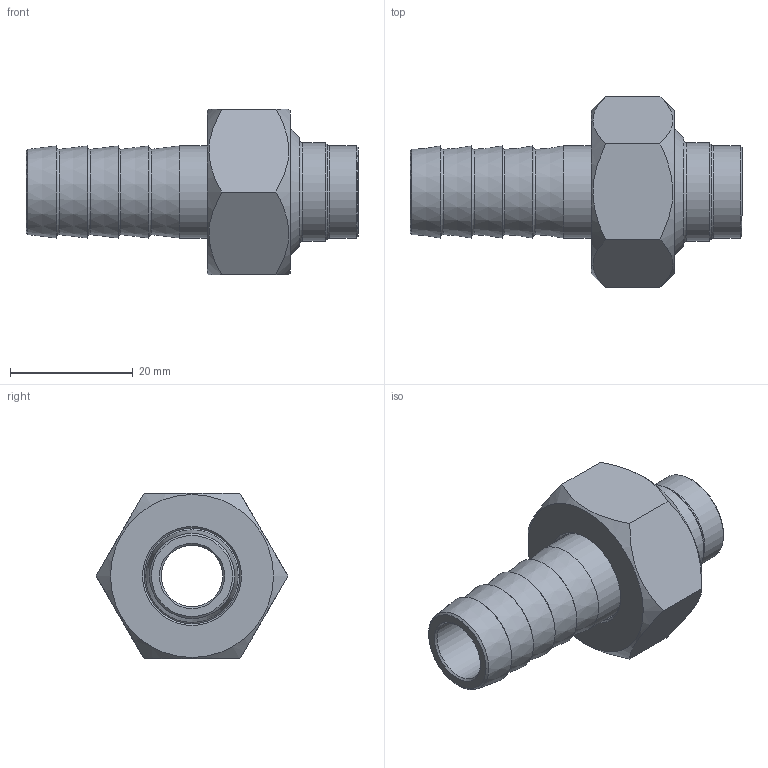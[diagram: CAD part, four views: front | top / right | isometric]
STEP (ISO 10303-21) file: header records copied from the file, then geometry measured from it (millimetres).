
FILE_DESCRIPTION(/* description */ (''),/* implementation_level */ '2;1');
FILE_NAME(/* name */ '3D_R666-SLE-SG-15-DN15-15_171130822.stp',/* time_stamp */ '2021-07-15T08:41:28+02:00',/* author */ ('cad'),/* organization */ (''),/* preprocessor_version */ 'ST-DEVELOPER v18.1',/* originating_system */ 'Autodesk Inventor 2022',/* authorisation */ '');
FILE_SCHEMA (('AUTOMOTIVE_DESIGN { 1 0 10303 214 3 1 1 }'));
Length unit declared in the file: millimetre
Products named in the file (4): 3D_R666-SLE-SG-15-DN15-15_171130822; 3D_R666-M-DN15_17113910; 3D_R666-SG-15-DN15_17113718; 3D_R666-SLE-15-DN15_17113420
Assembly tree (3 placements, depth 2):
  3D_R666-SLE-SG-15-DN15-15_171130822
    3D_R666-M-DN15_17113910
    3D_R666-SG-15-DN15_17113718
    3D_R666-SLE-15-DN15_17113420
Bounding box: 54 x 31.18 x 27 mm (x, y, z)
Volume: 10682.1 mm3; surface area: 7771 mm2
Topology: 3 solids, 3 shells, 57 faces, 125 edges, 81 vertices
Faces by surface type: cone 21, plane 19, cylinder 9, torus 8
Full cylindrical faces by diameter (mm): 10 x1, 12 x1, 15 x2, 15.5 x1, 16 x1, 18 x1, 18.631 x1, 20.9 x1
Entity records: 1743 total; most frequent: DIRECTION 318, CARTESIAN_POINT 294, ORIENTED_EDGE 250, AXIS2_PLACEMENT_3D 141, EDGE_CURVE 125, VERTEX_POINT 81, CIRCLE 77, EDGE_LOOP 70
